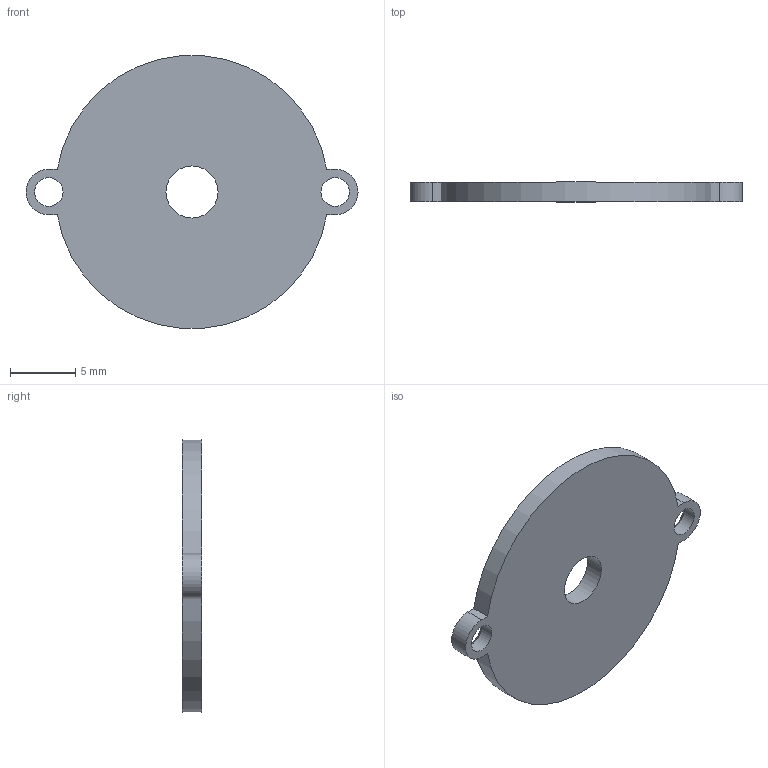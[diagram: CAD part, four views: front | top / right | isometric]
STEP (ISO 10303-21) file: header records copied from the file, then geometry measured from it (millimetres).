
FILE_DESCRIPTION(/* description */ (''),/* implementation_level */ '2;1');
FILE_NAME(/* name */ 'negative terminal.stp',/* time_stamp */ '2024-07-11T23:11:39-07:00',/* author */ ('devan'),/* organization */ (''),/* preprocessor_version */ 'ST-DEVELOPER v20',/* originating_system */ 'Autodesk Inventor 2024',/* authorisation */ '');
FILE_SCHEMA (('AUTOMOTIVE_DESIGN { 1 0 10303 214 3 1 1 }'));
Length unit declared in the file: millimetre
Products named in the file (1): negative terminal
Bounding box: 25.5 x 1.5 x 20.93 mm (x, y, z)
Volume: 508.2 mm3; surface area: 824.9 mm2
Topology: 1 solids, 1 shells, 15 faces, 37 edges, 24 vertices
Faces by surface type: cylinder 7, plane 6, cone 2
Full cylindrical faces by diameter (mm): 2.2 x2, 4 x1
Entity records: 506 total; most frequent: DIRECTION 85, CARTESIAN_POINT 77, ORIENTED_EDGE 74, EDGE_CURVE 37, AXIS2_PLACEMENT_3D 32, VERTEX_POINT 24, EDGE_LOOP 21, LINE 21
